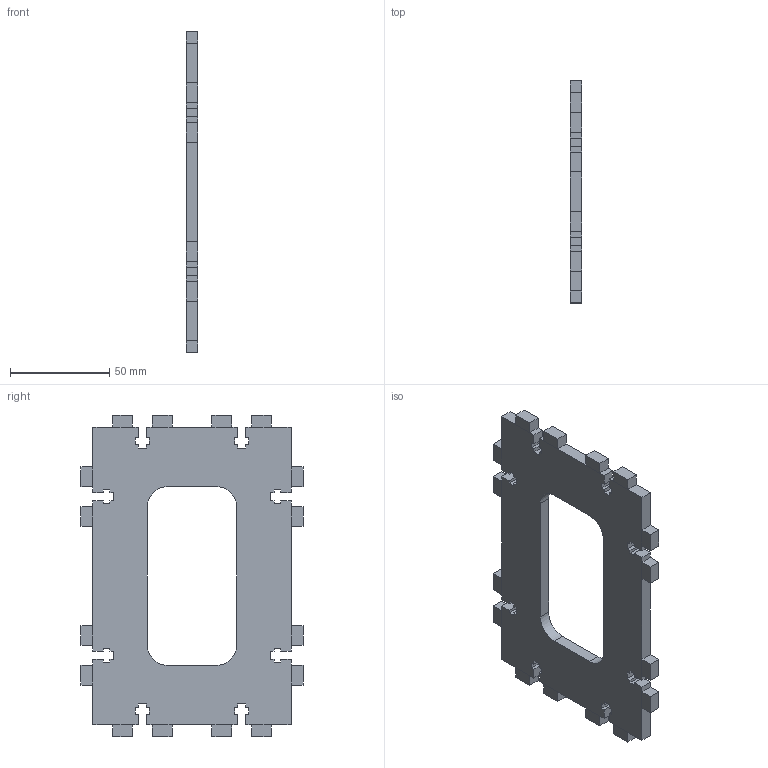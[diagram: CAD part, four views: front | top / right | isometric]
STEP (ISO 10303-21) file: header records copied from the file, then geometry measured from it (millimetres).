
FILE_DESCRIPTION(('FreeCAD Model'),'2;1');
FILE_NAME('plate2.step','2014-02-10T03:40:44', ('FreeCAD'),('FreeCAD'),'Open CASCADE STEP processor 6.5','FreeCAD', 'Unknown');
FILE_SCHEMA(('AUTOMOTIVE_DESIGN_CC2 { 1 2 10303 214 -1 1 5 4 }'));
Length unit declared in the file: millimetre
Products named in the file (1): Pocket002
Bounding box: 6 x 112 x 162 mm (x, y, z)
Volume: 69463.9 mm3; surface area: 30122 mm2
Topology: 1 solids, 1 shells, 206 faces, 548 edges, 344 vertices
Faces by surface type: plane 202, cylinder 4
Entity records: 13153 total; most frequent: CARTESIAN_POINT 2379, DIRECTION 1882, LINE 1444, VECTOR 1444, ORIENTED_EDGE 1096, PCURVE 1096, DEFINITIONAL_REPRESENTATION 1096, EDGE_CURVE 548
